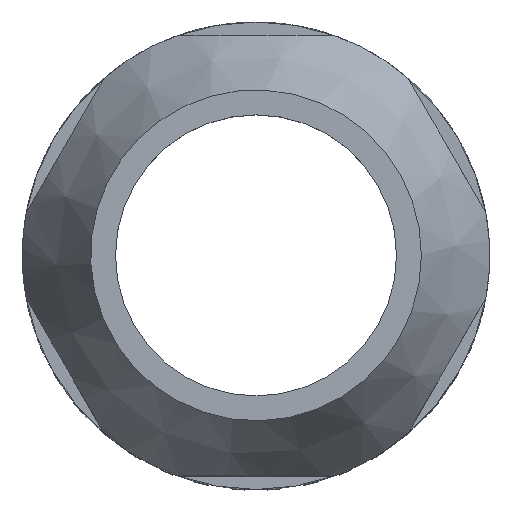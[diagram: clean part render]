
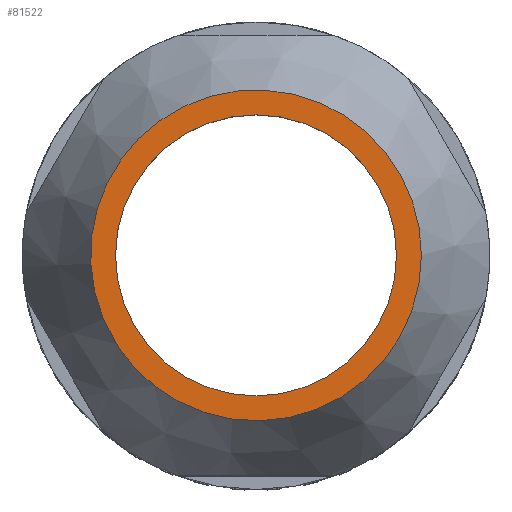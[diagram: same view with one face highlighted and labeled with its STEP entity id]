
A CAD part, top view. The second image highlights one B-rep face of the part: STEP entity #81522.
In plain terms, the highlighted planar face has unit normal (0, 0, 1).
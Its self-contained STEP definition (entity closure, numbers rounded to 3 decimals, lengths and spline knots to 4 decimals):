
#2495 = FACE_BOUND ( 'NONE', #6896, .T. ) ;
#6896 = EDGE_LOOP ( 'NONE', ( #73224 ) ) ;
#9850 = FACE_OUTER_BOUND ( 'NONE', #32509, .T. ) ;
#12025 = AXIS2_PLACEMENT_3D ( 'NONE', #74406, #35931, #75450 ) ;
#26647 = DIRECTION ( 'NONE',  ( 1., 0., 0. ) ) ;
#32163 = CIRCLE ( 'NONE', #12025, 5.5906 ) ;
#32509 = EDGE_LOOP ( 'NONE', ( #53674 ) ) ;
#34589 = PLANE ( 'NONE',  #56424 ) ;
#35931 = DIRECTION ( 'NONE',  ( 0., 0., 1. ) ) ;
#43930 = VERTEX_POINT ( 'NONE', #76089 ) ;
#44457 = CARTESIAN_POINT ( 'NONE',  ( 4.75, 0., 23. ) ) ;
#52461 = DIRECTION ( 'NONE',  ( 1., 0., 0. ) ) ;
#53674 = ORIENTED_EDGE ( 'NONE', *, *, #94991, .T. ) ;
#56424 = AXIS2_PLACEMENT_3D ( 'NONE', #66737, #98877, #26647 ) ;
#66737 = CARTESIAN_POINT ( 'NONE',  ( 0., 0., 23. ) ) ;
#67657 = VERTEX_POINT ( 'NONE', #44457 ) ;
#70703 = AXIS2_PLACEMENT_3D ( 'NONE', #92535, #77774, #52461 ) ;
#73224 = ORIENTED_EDGE ( 'NONE', *, *, #93340, .F. ) ;
#74406 = CARTESIAN_POINT ( 'NONE',  ( 0., 0., 23. ) ) ;
#75450 = DIRECTION ( 'NONE',  ( 1., 0., 0. ) ) ;
#76089 = CARTESIAN_POINT ( 'NONE',  ( 5.5906, 0., 23. ) ) ;
#77774 = DIRECTION ( 'NONE',  ( 0., 0., 1. ) ) ;
#81522 = ADVANCED_FACE ( 'NONE', ( #9850, #2495 ), #34589, .T. ) ;
#92535 = CARTESIAN_POINT ( 'NONE',  ( 0., 0., 23. ) ) ;
#92587 = CIRCLE ( 'NONE', #70703, 4.75 ) ;
#93340 = EDGE_CURVE ( 'NONE', #67657, #67657, #92587, .T. ) ;
#94991 = EDGE_CURVE ( 'NONE', #43930, #43930, #32163, .T. ) ;
#98877 = DIRECTION ( 'NONE',  ( 0., 0., 1. ) ) ;
